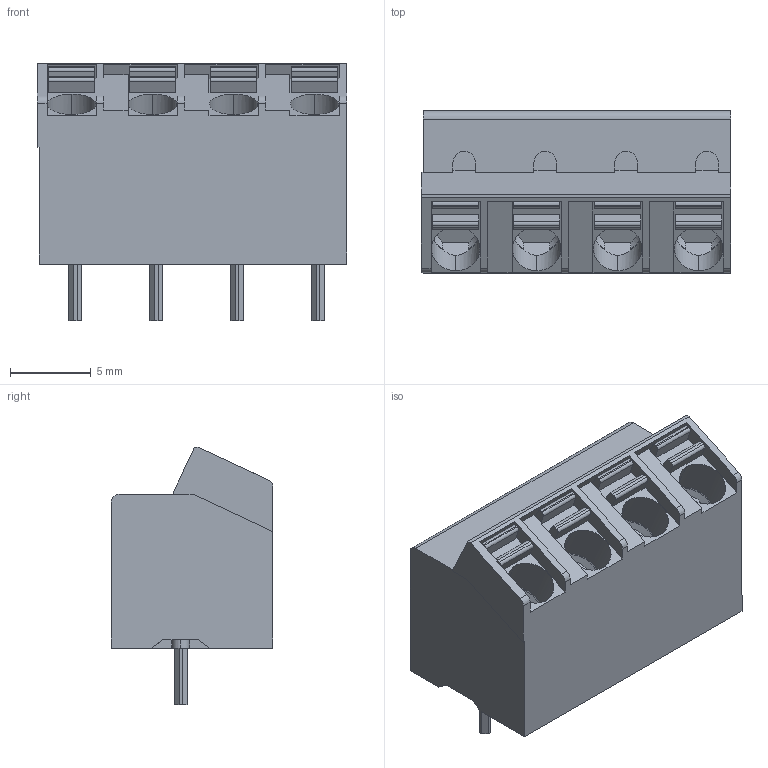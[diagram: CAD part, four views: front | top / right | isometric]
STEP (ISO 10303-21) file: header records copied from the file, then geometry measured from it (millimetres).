
FILE_DESCRIPTION((''),'2;1');
FILE_NAME('PHOENIX_1752230.stp','2013-06-18T09:17:53',(''),(''),'Mechanical Desktop 2011','Mechanical Desktop 2011',', , ');
FILE_SCHEMA(('AUTOMOTIVE_DESIGN { 1 2 10303 214 1 1 1 1 }'));
Length unit declared in the file: millimetre
Products named in the file (1): Product
Bounding box: 19.1 x 10 x 15.9 mm (x, y, z)
Volume: 1832.4 mm3; surface area: 1319 mm2
Topology: 17 solids, 17 shells, 289 faces, 731 edges, 491 vertices
Faces by surface type: plane 212, cylinder 57, bspline 12, cone 8
Entity records: 9450 total; most frequent: CARTESIAN_POINT 2276, DIRECTION 1469, ORIENTED_EDGE 1462, EDGE_CURVE 731, VECTOR 533, LINE 533, VERTEX_POINT 491, AXIS2_PLACEMENT_3D 468
